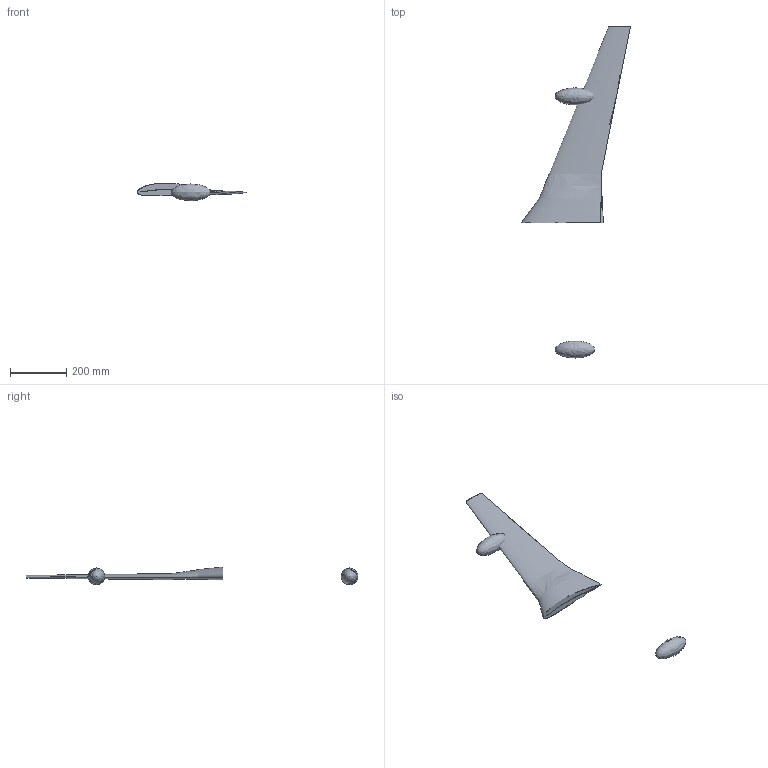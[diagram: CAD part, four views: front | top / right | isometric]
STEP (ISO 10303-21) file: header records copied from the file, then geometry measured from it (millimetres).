
FILE_DESCRIPTION((''),'1');
FILE_NAME('outfile.stp','2026-01-10T23:59:03',(''),(''),'','','');
FILE_SCHEMA(('CONFIG_CONTROL_DESIGN'));
Length unit declared in the file: metre
Bounding box: 388.08 x 1180 x 63.08 mm (x, y, z)
Surface area: 514154.7 mm2 (no closed solid volume)
Topology: 0 solids, 0 shells, 4 faces, 12 edges, 8 vertices
Faces by surface type: bspline 4
Entity records: 4878 total; most frequent: CARTESIAN_POINT 4817, PERSON_AND_ORGANIZATION_ROLE 4, CC_DESIGN_PERSON_AND_ORGANIZATION_ASSIGNMENT 4, B_SPLINE_SURFACE_WITH_KNOTS 4, GEOMETRIC_SET 4, GEOMETRICALLY_BOUNDED_SURFACE_SHAPE_REPRESENTATION 4, SHAPE_REPRESENTATION_RELATIONSHIP 4, DIRECTION 2
